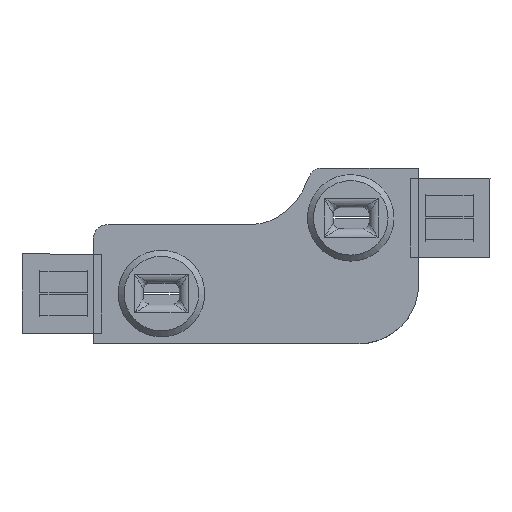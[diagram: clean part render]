
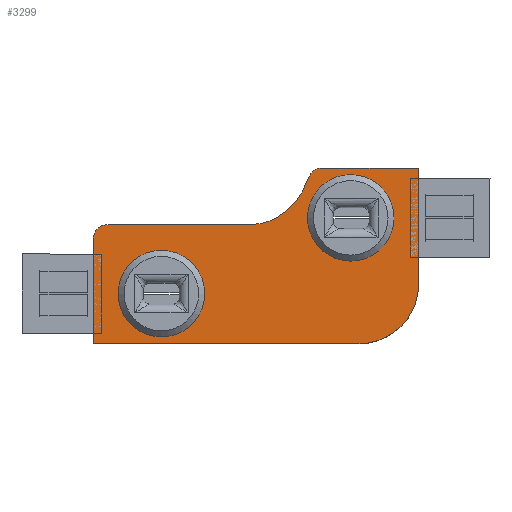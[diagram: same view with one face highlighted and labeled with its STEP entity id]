
A CAD part, top view. The second image highlights one B-rep face of the part: STEP entity #3299.
In plain terms, the highlighted planar face has unit normal (0, 0, 1).
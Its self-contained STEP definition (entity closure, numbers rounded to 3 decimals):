
#63=(
BOUNDED_CURVE()
B_SPLINE_CURVE(5,(#5130,#5131,#5132,#5133,#5134,#5135,#5136,#5137,#5138,
#5139,#5140,#5141,#5142,#5143,#5144),.UNSPECIFIED.,.F.,.F.)
B_SPLINE_CURVE_WITH_KNOTS((6,1,1,1,1,1,1,1,1,1,6),(0.,0.1,0.2,0.3,0.4,0.5,
0.6,0.7,0.8,0.9,1.),.UNSPECIFIED.)
CURVE()
GEOMETRIC_REPRESENTATION_ITEM()
RATIONAL_B_SPLINE_CURVE((1.,1.,1.,1.,1.,1.,1.,1.,1.,1.,1.,1.,1.,1.,1.))
REPRESENTATION_ITEM('')
);
#70=FACE_BOUND('',#501,.T.);
#71=FACE_BOUND('',#502,.T.);
#152=PLANE('',#3551);
#305=FACE_OUTER_BOUND('',#500,.T.);
#500=EDGE_LOOP('',(#2541,#2542,#2543,#2544,#2545,#2546,#2547,#2548,#2549));
#501=EDGE_LOOP('',(#2550));
#502=EDGE_LOOP('',(#2551));
#690=LINE('',#4950,#1043);
#713=LINE('',#5007,#1066);
#739=LINE('',#5097,#1092);
#743=LINE('',#5151,#1096);
#745=LINE('',#5157,#1098);
#1043=VECTOR('',#3889,10.);
#1066=VECTOR('',#3932,10.);
#1092=VECTOR('',#4014,10.);
#1096=VECTOR('',#4024,10.);
#1098=VECTOR('',#4032,10.);
#1366=CIRCLE('',#3535,1.45);
#1369=CIRCLE('',#3540,1.45);
#1370=CIRCLE('',#3544,0.403);
#1371=CIRCLE('',#3547,2.);
#1372=CIRCLE('',#3550,0.5);
#1471=VERTEX_POINT('',#4947);
#1472=VERTEX_POINT('',#4949);
#1495=VERTEX_POINT('',#5004);
#1496=VERTEX_POINT('',#5006);
#1512=VERTEX_POINT('',#5079);
#1515=VERTEX_POINT('',#5089);
#1516=VERTEX_POINT('',#5094);
#1517=VERTEX_POINT('',#5096);
#1518=VERTEX_POINT('',#5129);
#1519=VERTEX_POINT('',#5147);
#1520=VERTEX_POINT('',#5153);
#1819=EDGE_CURVE('',#1472,#1471,#690,.T.);
#1846=EDGE_CURVE('',#1496,#1495,#713,.T.);
#1878=EDGE_CURVE('',#1512,#1512,#1366,.T.);
#1883=EDGE_CURVE('',#1515,#1515,#1369,.T.);
#1885=EDGE_CURVE('',#1517,#1516,#739,.T.);
#1887=EDGE_CURVE('',#1518,#1517,#63,.T.);
#1889=EDGE_CURVE('',#1519,#1518,#1370,.T.);
#1891=EDGE_CURVE('',#1471,#1519,#743,.T.);
#1892=EDGE_CURVE('',#1520,#1472,#1371,.T.);
#1894=EDGE_CURVE('',#1495,#1520,#745,.T.);
#1895=EDGE_CURVE('',#1516,#1496,#1372,.T.);
#2541=ORIENTED_EDGE('',*,*,#1895,.T.);
#2542=ORIENTED_EDGE('',*,*,#1846,.T.);
#2543=ORIENTED_EDGE('',*,*,#1894,.T.);
#2544=ORIENTED_EDGE('',*,*,#1892,.T.);
#2545=ORIENTED_EDGE('',*,*,#1819,.T.);
#2546=ORIENTED_EDGE('',*,*,#1891,.T.);
#2547=ORIENTED_EDGE('',*,*,#1889,.T.);
#2548=ORIENTED_EDGE('',*,*,#1887,.T.);
#2549=ORIENTED_EDGE('',*,*,#1885,.T.);
#2550=ORIENTED_EDGE('',*,*,#1878,.T.);
#2551=ORIENTED_EDGE('',*,*,#1883,.T.);
#3299=ADVANCED_FACE('',(#305,#70,#71),#152,.T.);
#3535=AXIS2_PLACEMENT_3D('',#5081,#3995,#3996);
#3540=AXIS2_PLACEMENT_3D('',#5091,#4007,#4008);
#3544=AXIS2_PLACEMENT_3D('',#5148,#4019,#4020);
#3547=AXIS2_PLACEMENT_3D('',#5154,#4027,#4028);
#3550=AXIS2_PLACEMENT_3D('',#5159,#4035,#4036);
#3551=AXIS2_PLACEMENT_3D('',#5160,#4037,#4038);
#3889=DIRECTION('',(0.,1.,0.));
#3932=DIRECTION('',(0.,-1.,0.));
#3995=DIRECTION('center_axis',(0.,0.,-1.));
#3996=DIRECTION('ref_axis',(1.,0.,0.));
#4007=DIRECTION('center_axis',(0.,0.,-1.));
#4008=DIRECTION('ref_axis',(1.,0.,0.));
#4014=DIRECTION('',(-1.,0.,0.));
#4019=DIRECTION('center_axis',(0.,0.,1.));
#4020=DIRECTION('ref_axis',(0.,1.,0.));
#4024=DIRECTION('',(-1.,0.,0.));
#4027=DIRECTION('center_axis',(0.,0.,1.));
#4028=DIRECTION('ref_axis',(0.,-1.,0.));
#4032=DIRECTION('',(1.,0.,0.));
#4035=DIRECTION('center_axis',(0.,0.,1.));
#4036=DIRECTION('ref_axis',(0.,1.,0.));
#4037=DIRECTION('center_axis',(0.,0.,1.));
#4038=DIRECTION('ref_axis',(1.,0.,0.));
#4947=CARTESIAN_POINT('',(4.802,6.75,1.8));
#4949=CARTESIAN_POINT('',(4.802,2.624,1.8));
#4950=CARTESIAN_POINT('',(4.802,2.624,1.8));
#5004=CARTESIAN_POINT('',(-6.098,0.86,1.8));
#5006=CARTESIAN_POINT('',(-6.098,4.36,1.8));
#5007=CARTESIAN_POINT('',(-6.098,4.36,1.8));
#5079=CARTESIAN_POINT('',(1.09,5.08,1.8));
#5081=CARTESIAN_POINT('Origin',(2.54,5.08,1.8));
#5089=CARTESIAN_POINT('',(-5.26,2.54,1.8));
#5091=CARTESIAN_POINT('Origin',(-3.81,2.54,1.8));
#5094=CARTESIAN_POINT('',(-5.598,4.86,1.8));
#5096=CARTESIAN_POINT('',(-0.9,4.86,1.8));
#5097=CARTESIAN_POINT('',(-0.9,4.86,1.8));
#5129=CARTESIAN_POINT('',(1.151,6.463,1.8));
#5130=CARTESIAN_POINT('Ctrl Pts',(1.151,6.463,1.8));
#5131=CARTESIAN_POINT('Ctrl Pts',(1.142,6.44,1.8));
#5132=CARTESIAN_POINT('Ctrl Pts',(1.12,6.386,1.8));
#5133=CARTESIAN_POINT('Ctrl Pts',(1.078,6.285,1.8));
#5134=CARTESIAN_POINT('Ctrl Pts',(1.003,6.116,1.8));
#5135=CARTESIAN_POINT('Ctrl Pts',(0.875,5.879,1.8));
#5136=CARTESIAN_POINT('Ctrl Pts',(0.713,5.648,1.8));
#5137=CARTESIAN_POINT('Ctrl Pts',(0.52,5.449,1.8));
#5138=CARTESIAN_POINT('Ctrl Pts',(0.313,5.27,1.8));
#5139=CARTESIAN_POINT('Ctrl Pts',(0.091,5.106,1.8));
#5140=CARTESIAN_POINT('Ctrl Pts',(-0.166,4.97,1.8));
#5141=CARTESIAN_POINT('Ctrl Pts',(-0.418,4.896,1.8));
#5142=CARTESIAN_POINT('Ctrl Pts',(-0.643,4.866,1.8));
#5143=CARTESIAN_POINT('Ctrl Pts',(-0.811,4.86,1.8));
#5144=CARTESIAN_POINT('Ctrl Pts',(-0.9,4.86,1.8));
#5147=CARTESIAN_POINT('',(1.536,6.75,1.8));
#5148=CARTESIAN_POINT('Origin',(1.536,6.347,1.8));
#5151=CARTESIAN_POINT('',(4.802,6.75,1.8));
#5153=CARTESIAN_POINT('',(2.816,0.86,1.8));
#5154=CARTESIAN_POINT('Origin',(2.816,2.86,1.8));
#5157=CARTESIAN_POINT('',(-6.098,0.86,1.8));
#5159=CARTESIAN_POINT('Origin',(-5.598,4.36,1.8));
#5160=CARTESIAN_POINT('Origin',(-0.648,3.805,1.8));
